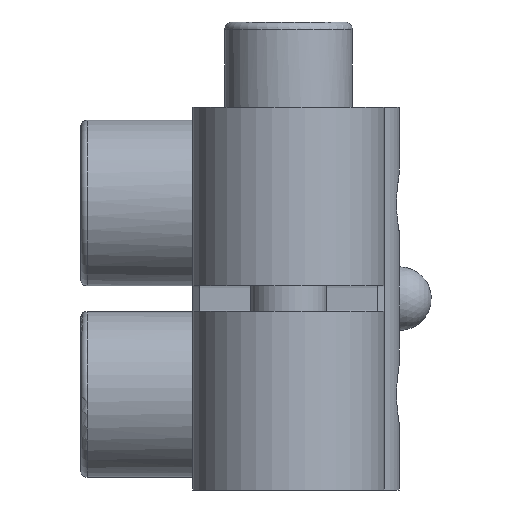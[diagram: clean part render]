
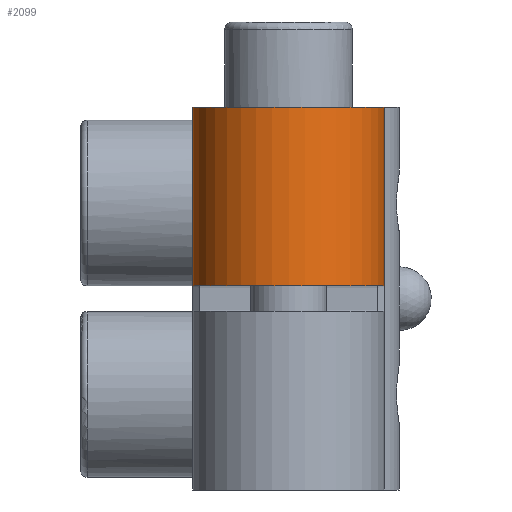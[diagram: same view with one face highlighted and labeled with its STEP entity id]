
A CAD part, left-side view. The second image highlights one B-rep face of the part: STEP entity #2099.
In plain terms, the highlighted cylindrical face has radius 7.5 mm (diameter 15 mm), a partial arc.
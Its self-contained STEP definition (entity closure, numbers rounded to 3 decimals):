
#219=FACE_OUTER_BOUND('',#339,.T.);
#339=EDGE_LOOP('',(#1770,#1771,#1772,#1773));
#476=LINE('',#3508,#639);
#499=LINE('',#3605,#662);
#639=VECTOR('',#2782,10.);
#662=VECTOR('',#2867,10.);
#777=CIRCLE('',#2312,7.5);
#783=CIRCLE('',#2324,7.5);
#940=VERTEX_POINT('',#3505);
#941=VERTEX_POINT('',#3507);
#964=VERTEX_POINT('',#3570);
#972=VERTEX_POINT('',#3603);
#1204=EDGE_CURVE('',#941,#940,#476,.T.);
#1235=EDGE_CURVE('',#940,#964,#777,.T.);
#1249=EDGE_CURVE('',#972,#941,#783,.T.);
#1250=EDGE_CURVE('',#964,#972,#499,.T.);
#1770=ORIENTED_EDGE('',*,*,#1249,.T.);
#1771=ORIENTED_EDGE('',*,*,#1204,.T.);
#1772=ORIENTED_EDGE('',*,*,#1235,.T.);
#1773=ORIENTED_EDGE('',*,*,#1250,.T.);
#1893=CYLINDRICAL_SURFACE('',#2323,7.5);
#2099=ADVANCED_FACE('',(#219),#1893,.T.);
#2312=AXIS2_PLACEMENT_3D('',#3572,#2835,#2836);
#2323=AXIS2_PLACEMENT_3D('',#3602,#2863,#2864);
#2324=AXIS2_PLACEMENT_3D('',#3604,#2865,#2866);
#2782=DIRECTION('',(0.,0.,-1.));
#2835=DIRECTION('center_axis',(0.,0.,1.));
#2836=DIRECTION('ref_axis',(-0.707,-0.707,0.));
#2863=DIRECTION('center_axis',(0.,0.,1.));
#2864=DIRECTION('ref_axis',(-0.707,-0.707,0.));
#2865=DIRECTION('center_axis',(0.,0.,-1.));
#2866=DIRECTION('ref_axis',(-0.707,0.707,0.));
#2867=DIRECTION('',(0.,0.,1.));
#3505=CARTESIAN_POINT('',(-29.,7.5,1.));
#3507=CARTESIAN_POINT('',(-29.,7.5,15.));
#3508=CARTESIAN_POINT('',(-29.,7.5,0.));
#3570=CARTESIAN_POINT('',(-29.,-7.5,1.));
#3572=CARTESIAN_POINT('Origin',(-29.,0.,1.));
#3602=CARTESIAN_POINT('Origin',(-29.,0.,0.));
#3603=CARTESIAN_POINT('',(-29.,-7.5,15.));
#3604=CARTESIAN_POINT('Origin',(-29.,0.,15.));
#3605=CARTESIAN_POINT('',(-29.,-7.5,0.));
